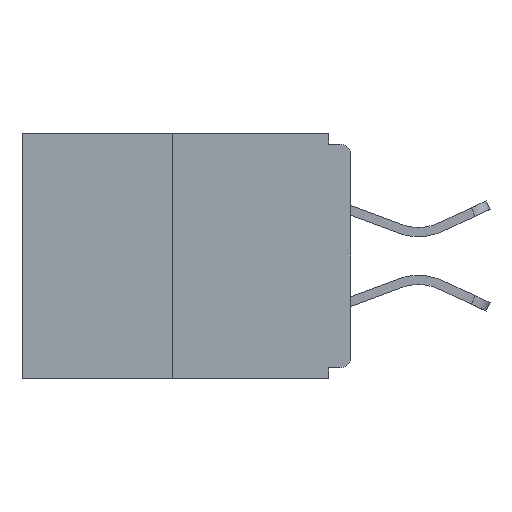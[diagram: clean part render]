
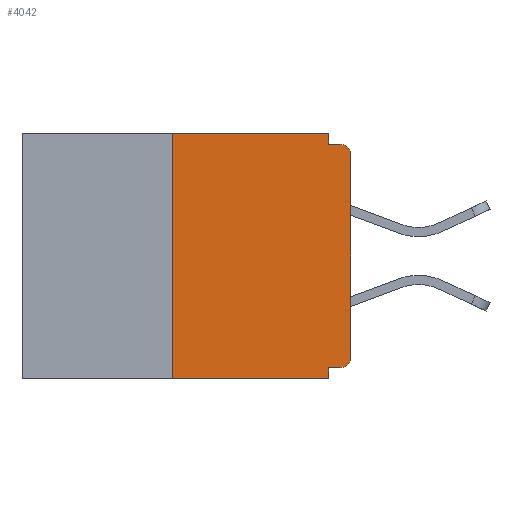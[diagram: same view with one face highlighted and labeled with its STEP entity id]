
A CAD part, left-side view. The second image highlights one B-rep face of the part: STEP entity #4042.
In plain terms, the highlighted planar face has unit normal (-1, 0, 0).
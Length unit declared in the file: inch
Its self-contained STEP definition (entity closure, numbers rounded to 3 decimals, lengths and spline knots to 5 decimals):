
#166 = VECTOR ( 'NONE', #5765, 39.37008 ) ;
#170 = VECTOR ( 'NONE', #15410, 39.37008 ) ;
#310 = LINE ( 'NONE', #935, #9750 ) ;
#343 = PLANE ( 'NONE',  #13663 ) ;
#504 = CARTESIAN_POINT ( 'NONE',  ( 0., 0.25, 0. ) ) ;
#547 = LINE ( 'NONE', #12978, #166 ) ;
#660 = AXIS2_PLACEMENT_3D ( 'NONE', #888, #10574, #15486 ) ;
#697 = CARTESIAN_POINT ( 'NONE',  ( 0., 0.031, -0.328 ) ) ;
#700 = DIRECTION ( 'NONE',  ( 0., 0., -1. ) ) ;
#840 = CARTESIAN_POINT ( 'NONE',  ( 0., 0.25, 0. ) ) ;
#888 = CARTESIAN_POINT ( 'NONE',  ( 0., 0.015, -0.03 ) ) ;
#900 = VERTEX_POINT ( 'NONE', #2309 ) ;
#935 = CARTESIAN_POINT ( 'NONE',  ( 0., 0., -0.328 ) ) ;
#1549 = FACE_OUTER_BOUND ( 'NONE', #12468, .T. ) ;
#1647 = EDGE_CURVE ( 'NONE', #15682, #900, #10116, .T. ) ;
#1690 = ORIENTED_EDGE ( 'NONE', *, *, #15205, .T. ) ;
#1912 = LINE ( 'NONE', #5846, #170 ) ;
#2309 = CARTESIAN_POINT ( 'NONE',  ( 0., 0., -0.313 ) ) ;
#2659 = LINE ( 'NONE', #7643, #13792 ) ;
#2667 = CARTESIAN_POINT ( 'NONE',  ( 0., 0., -0.015 ) ) ;
#2702 = ORIENTED_EDGE ( 'NONE', *, *, #14096, .F. ) ;
#2772 = CARTESIAN_POINT ( 'NONE',  ( 0., 0.031, 0. ) ) ;
#3071 = EDGE_CURVE ( 'NONE', #6815, #3276, #14273, .T. ) ;
#3135 = CARTESIAN_POINT ( 'NONE',  ( 0., 0.25, -0.343 ) ) ;
#3276 = VERTEX_POINT ( 'NONE', #10238 ) ;
#3482 = CARTESIAN_POINT ( 'NONE',  ( 0., 0.015, -0.328 ) ) ;
#3574 = CARTESIAN_POINT ( 'NONE',  ( 0., 0.031, -0.343 ) ) ;
#3991 = DIRECTION ( 'NONE',  ( 1., 0., 0. ) ) ;
#4042 = ADVANCED_FACE ( 'NONE', ( #1549 ), #343, .F. ) ;
#4153 = VERTEX_POINT ( 'NONE', #15728 ) ;
#4254 = ORIENTED_EDGE ( 'NONE', *, *, #1647, .T. ) ;
#4910 = EDGE_CURVE ( 'NONE', #900, #13545, #5547, .T. ) ;
#5038 = CARTESIAN_POINT ( 'NONE',  ( 0., 0., 0. ) ) ;
#5344 = VERTEX_POINT ( 'NONE', #504 ) ;
#5547 = LINE ( 'NONE', #5038, #15542 ) ;
#5765 = DIRECTION ( 'NONE',  ( 0., 0., -1. ) ) ;
#5846 = CARTESIAN_POINT ( 'NONE',  ( 0., 0.46, 0. ) ) ;
#6814 = CARTESIAN_POINT ( 'NONE',  ( 0., 0.031, 0. ) ) ;
#6815 = VERTEX_POINT ( 'NONE', #2772 ) ;
#6819 = VECTOR ( 'NONE', #11370, 39.37008 ) ;
#7100 = ORIENTED_EDGE ( 'NONE', *, *, #3071, .F. ) ;
#7152 = ORIENTED_EDGE ( 'NONE', *, *, #7630, .F. ) ;
#7253 = ORIENTED_EDGE ( 'NONE', *, *, #12897, .T. ) ;
#7630 = EDGE_CURVE ( 'NONE', #14103, #13242, #547, .T. ) ;
#7643 = CARTESIAN_POINT ( 'NONE',  ( 0., 0.46, -0.343 ) ) ;
#7889 = VECTOR ( 'NONE', #10470, 39.37008 ) ;
#8290 = LINE ( 'NONE', #840, #7889 ) ;
#8785 = ORIENTED_EDGE ( 'NONE', *, *, #13083, .F. ) ;
#9221 = AXIS2_PLACEMENT_3D ( 'NONE', #12953, #14343, #9357 ) ;
#9357 = DIRECTION ( 'NONE',  ( 0., 0., -1. ) ) ;
#9624 = CARTESIAN_POINT ( 'NONE',  ( 0., 0., -0.03 ) ) ;
#9750 = VECTOR ( 'NONE', #10777, 39.37008 ) ;
#10116 = CIRCLE ( 'NONE', #9221, 0.015 ) ;
#10173 = VERTEX_POINT ( 'NONE', #3135 ) ;
#10201 = DIRECTION ( 'NONE',  ( 0., -1., 0. ) ) ;
#10230 = CIRCLE ( 'NONE', #660, 0.015 ) ;
#10238 = CARTESIAN_POINT ( 'NONE',  ( 0., 0.031, -0.015 ) ) ;
#10470 = DIRECTION ( 'NONE',  ( 0., 0., 1. ) ) ;
#10574 = DIRECTION ( 'NONE',  ( -1., 0., 0. ) ) ;
#10777 = DIRECTION ( 'NONE',  ( 0., 1., 0. ) ) ;
#11020 = VECTOR ( 'NONE', #700, 39.37008 ) ;
#11370 = DIRECTION ( 'NONE',  ( 0., -1., 0. ) ) ;
#12468 = EDGE_LOOP ( 'NONE', ( #2702, #13596, #1690, #7152, #15584, #4254, #15246, #7253, #8785, #7100 ) ) ;
#12733 = CARTESIAN_POINT ( 'NONE',  ( 0., 0.46, 0. ) ) ;
#12897 = EDGE_CURVE ( 'NONE', #13545, #4153, #10230, .T. ) ;
#12953 = CARTESIAN_POINT ( 'NONE',  ( 0., 0.015, -0.313 ) ) ;
#12978 = CARTESIAN_POINT ( 'NONE',  ( 0., 0.031, -0.343 ) ) ;
#13083 = EDGE_CURVE ( 'NONE', #3276, #4153, #13378, .T. ) ;
#13242 = VERTEX_POINT ( 'NONE', #3574 ) ;
#13378 = LINE ( 'NONE', #2667, #6819 ) ;
#13518 = EDGE_CURVE ( 'NONE', #10173, #5344, #8290, .T. ) ;
#13545 = VERTEX_POINT ( 'NONE', #9624 ) ;
#13596 = ORIENTED_EDGE ( 'NONE', *, *, #13518, .F. ) ;
#13663 = AXIS2_PLACEMENT_3D ( 'NONE', #12733, #3991, #15184 ) ;
#13792 = VECTOR ( 'NONE', #10201, 39.37008 ) ;
#14096 = EDGE_CURVE ( 'NONE', #5344, #6815, #1912, .T. ) ;
#14103 = VERTEX_POINT ( 'NONE', #697 ) ;
#14273 = LINE ( 'NONE', #6814, #11020 ) ;
#14343 = DIRECTION ( 'NONE',  ( -1., 0., 0. ) ) ;
#14877 = DIRECTION ( 'NONE',  ( 0., 0., 1. ) ) ;
#15184 = DIRECTION ( 'NONE',  ( 0., 0., -1. ) ) ;
#15205 = EDGE_CURVE ( 'NONE', #10173, #13242, #2659, .T. ) ;
#15246 = ORIENTED_EDGE ( 'NONE', *, *, #4910, .T. ) ;
#15347 = EDGE_CURVE ( 'NONE', #15682, #14103, #310, .T. ) ;
#15410 = DIRECTION ( 'NONE',  ( 0., -1., 0. ) ) ;
#15486 = DIRECTION ( 'NONE',  ( 0., 0., -1. ) ) ;
#15542 = VECTOR ( 'NONE', #14877, 39.37008 ) ;
#15584 = ORIENTED_EDGE ( 'NONE', *, *, #15347, .F. ) ;
#15682 = VERTEX_POINT ( 'NONE', #3482 ) ;
#15728 = CARTESIAN_POINT ( 'NONE',  ( 0., 0.015, -0.015 ) ) ;
